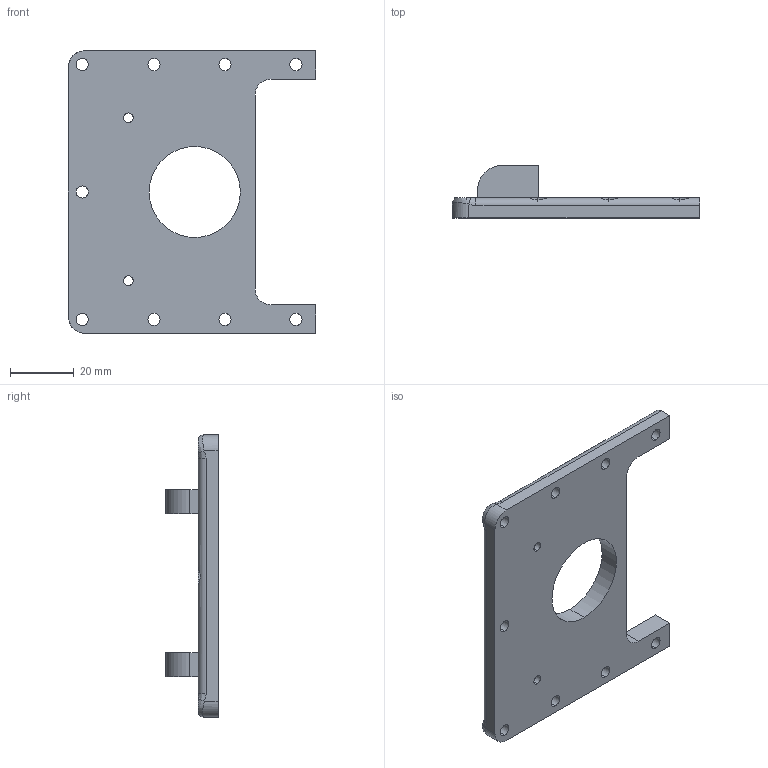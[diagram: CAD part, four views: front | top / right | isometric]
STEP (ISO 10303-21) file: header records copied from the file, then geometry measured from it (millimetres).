
FILE_DESCRIPTION (( 'STEP AP203' ), '1' );
FILE_NAME ('J1 Turret cover.STEP', '2016-07-29T00:13:30', ( '' ), ( '' ), 'SwSTEP 2.0', 'SolidWorks 2015', '' );
FILE_SCHEMA (( 'CONFIG_CONTROL_DESIGN' ));
Length unit declared in the file: inch
Products named in the file (1): J1 Turret cover
Bounding box: 77.79 x 16.51 x 88.9 mm (x, y, z)
Volume: 32117.4 mm3; surface area: 14414.9 mm2
Topology: 1 solids, 1 shells, 86 faces, 238 edges, 156 vertices
Faces by surface type: cylinder 51, plane 29, bspline 6
Entity records: 3361 total; most frequent: CARTESIAN_POINT 986, DIRECTION 494, ORIENTED_EDGE 476, EDGE_CURVE 238, AXIS2_PLACEMENT_3D 194, VERTEX_POINT 156, CIRCLE 113, EDGE_LOOP 112
